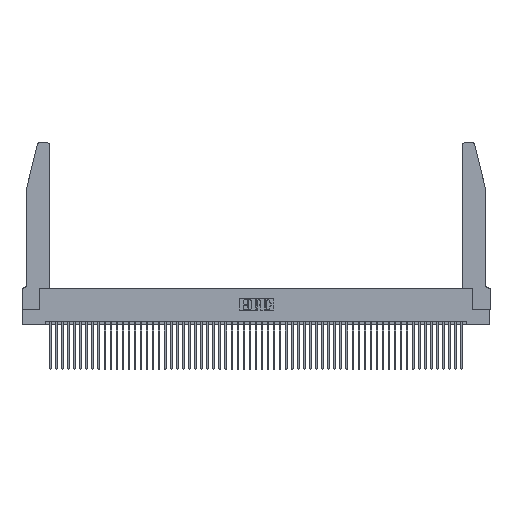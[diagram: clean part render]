
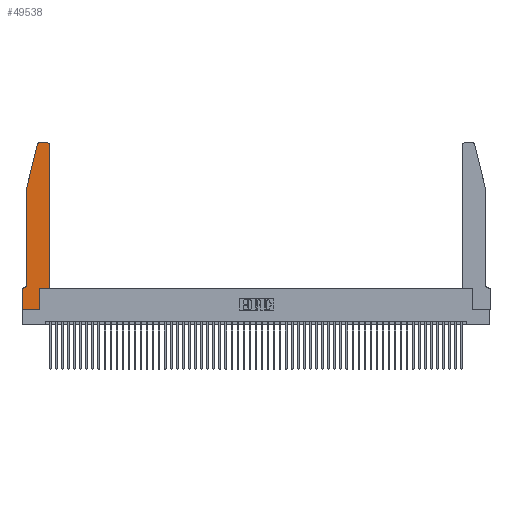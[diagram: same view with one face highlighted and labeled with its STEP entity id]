
A CAD part, top view. The second image highlights one B-rep face of the part: STEP entity #49538.
In plain terms, the highlighted planar face has unit normal (0, 0, 1).
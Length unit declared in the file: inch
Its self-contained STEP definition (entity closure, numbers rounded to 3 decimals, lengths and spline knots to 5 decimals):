
#622 = VERTEX_POINT ( 'NONE', #3045 ) ;
#844 = VERTEX_POINT ( 'NONE', #8753 ) ;
#1922 = CARTESIAN_POINT ( 'NONE',  ( 0.0755, 2., 0.37 ) ) ;
#2443 = CIRCLE ( 'NONE', #54783, 0.07 ) ;
#2694 = LINE ( 'NONE', #10065, #34292 ) ;
#2727 = CIRCLE ( 'NONE', #7809, 0.03 ) ;
#2994 = CARTESIAN_POINT ( 'NONE',  ( 0.4505, 0.35, 0.37 ) ) ;
#3045 = CARTESIAN_POINT ( 'NONE',  ( 0.4505, 0.35, 0.37 ) ) ;
#4531 = CARTESIAN_POINT ( 'NONE',  ( 0.2865, 0.35, 0.37 ) ) ;
#6593 = CARTESIAN_POINT ( 'NONE',  ( 0.0755, 0.35, 0.37 ) ) ;
#6786 = VERTEX_POINT ( 'NONE', #17204 ) ;
#7105 = EDGE_CURVE ( 'NONE', #45527, #51897, #11354, .T. ) ;
#7487 = VECTOR ( 'NONE', #20794, 39.37008 ) ;
#7494 = EDGE_CURVE ( 'NONE', #47362, #35269, #2443, .T. ) ;
#7809 = AXIS2_PLACEMENT_3D ( 'NONE', #24603, #54198, #28903 ) ;
#8374 = EDGE_LOOP ( 'NONE', ( #49245, #25952, #12241, #11421, #52352, #31962, #21000, #30037, #48613, #16460, #32592, #42954 ) ) ;
#8753 = CARTESIAN_POINT ( 'NONE',  ( 0.284, 2.75, 0.37 ) ) ;
#8979 = LINE ( 'NONE', #13617, #52901 ) ;
#10065 = CARTESIAN_POINT ( 'NONE',  ( 0.2605, 2.75, 0.37 ) ) ;
#11354 = LINE ( 'NONE', #40331, #52563 ) ;
#11421 = ORIENTED_EDGE ( 'NONE', *, *, #27584, .T. ) ;
#11472 = EDGE_CURVE ( 'NONE', #844, #29657, #2727, .T. ) ;
#11914 = DIRECTION ( 'NONE',  ( -1., 0., 0. ) ) ;
#12241 = ORIENTED_EDGE ( 'NONE', *, *, #40496, .T. ) ;
#12251 = EDGE_CURVE ( 'NONE', #49214, #45527, #30341, .T. ) ;
#12607 = EDGE_CURVE ( 'NONE', #50429, #844, #2694, .T. ) ;
#13617 = CARTESIAN_POINT ( 'NONE',  ( 0., 0., 0.37 ) ) ;
#13784 = VECTOR ( 'NONE', #43651, 39.37008 ) ;
#13787 = CARTESIAN_POINT ( 'NONE',  ( 0.0755, 2., 0.37 ) ) ;
#13940 = VERTEX_POINT ( 'NONE', #19546 ) ;
#14687 = CARTESIAN_POINT ( 'NONE',  ( 0.4205, 2.72, 0.37 ) ) ;
#15512 = CARTESIAN_POINT ( 'NONE',  ( 0., 0.35, 0.37 ) ) ;
#16285 = VECTOR ( 'NONE', #32965, 39.37008 ) ;
#16460 = ORIENTED_EDGE ( 'NONE', *, *, #33153, .T. ) ;
#17078 = VERTEX_POINT ( 'NONE', #1922 ) ;
#17204 = CARTESIAN_POINT ( 'NONE',  ( 0., 0.35, 0.37 ) ) ;
#17985 = CARTESIAN_POINT ( 'NONE',  ( 0., 0., 0.37 ) ) ;
#19043 = DIRECTION ( 'NONE',  ( 1., 0., 0. ) ) ;
#19546 = CARTESIAN_POINT ( 'NONE',  ( 0.4505, 2.72, 0.37 ) ) ;
#19897 = LINE ( 'NONE', #2994, #53680 ) ;
#20794 = DIRECTION ( 'NONE',  ( 1., 0., 0. ) ) ;
#21000 = ORIENTED_EDGE ( 'NONE', *, *, #39557, .T. ) ;
#21262 = CARTESIAN_POINT ( 'NONE',  ( 0.0055, 0.42, 0.37 ) ) ;
#24128 = PLANE ( 'NONE',  #33413 ) ;
#24378 = CARTESIAN_POINT ( 'NONE',  ( 0.0755, 2., 0.37 ) ) ;
#24603 = CARTESIAN_POINT ( 'NONE',  ( 0.284, 2.72, 0.37 ) ) ;
#25542 = DIRECTION ( 'NONE',  ( 1., 0., 0. ) ) ;
#25564 = DIRECTION ( 'NONE',  ( -1., 0., 0. ) ) ;
#25734 = AXIS2_PLACEMENT_3D ( 'NONE', #14687, #44541, #19043 ) ;
#25952 = ORIENTED_EDGE ( 'NONE', *, *, #11472, .T. ) ;
#27144 = VECTOR ( 'NONE', #25542, 39.37008 ) ;
#27254 = EDGE_CURVE ( 'NONE', #622, #13940, #19897, .T. ) ;
#27584 = EDGE_CURVE ( 'NONE', #17078, #47362, #35184, .T. ) ;
#28420 = DIRECTION ( 'NONE',  ( 1., 0., 0. ) ) ;
#28903 = DIRECTION ( 'NONE',  ( 1., 0., 0. ) ) ;
#29657 = VERTEX_POINT ( 'NONE', #33245 ) ;
#30037 = ORIENTED_EDGE ( 'NONE', *, *, #12251, .T. ) ;
#30341 = LINE ( 'NONE', #46083, #7487 ) ;
#30369 = CARTESIAN_POINT ( 'NONE',  ( 0.0055, 0.35, 0.37 ) ) ;
#31937 = DIRECTION ( 'NONE',  ( 0., 1., 0. ) ) ;
#31962 = ORIENTED_EDGE ( 'NONE', *, *, #52227, .T. ) ;
#32075 = EDGE_CURVE ( 'NONE', #13940, #50429, #45217, .T. ) ;
#32592 = ORIENTED_EDGE ( 'NONE', *, *, #27254, .T. ) ;
#32965 = DIRECTION ( 'NONE',  ( -0.239, -0.971, 0. ) ) ;
#33153 = EDGE_CURVE ( 'NONE', #51897, #622, #37134, .T. ) ;
#33188 = CARTESIAN_POINT ( 'NONE',  ( 0.2865, 0., 0.37 ) ) ;
#33245 = CARTESIAN_POINT ( 'NONE',  ( 0.25487, 2.72718, 0.37 ) ) ;
#33413 = AXIS2_PLACEMENT_3D ( 'NONE', #15512, #53708, #28420 ) ;
#34292 = VECTOR ( 'NONE', #39982, 39.37008 ) ;
#35184 = LINE ( 'NONE', #13787, #13784 ) ;
#35269 = VERTEX_POINT ( 'NONE', #30369 ) ;
#37134 = LINE ( 'NONE', #50908, #27144 ) ;
#37180 = DIRECTION ( 'NONE',  ( 0., 1., 0. ) ) ;
#39412 = DIRECTION ( 'NONE',  ( 0., -1., 0. ) ) ;
#39557 = EDGE_CURVE ( 'NONE', #6786, #49214, #8979, .T. ) ;
#39982 = DIRECTION ( 'NONE',  ( -1., 0., 0. ) ) ;
#40331 = CARTESIAN_POINT ( 'NONE',  ( 0.2865, 0.35, 0.37 ) ) ;
#40496 = EDGE_CURVE ( 'NONE', #29657, #17078, #52803, .T. ) ;
#41648 = LINE ( 'NONE', #6593, #50178 ) ;
#41959 = FACE_OUTER_BOUND ( 'NONE', #8374, .T. ) ;
#42954 = ORIENTED_EDGE ( 'NONE', *, *, #32075, .T. ) ;
#43651 = DIRECTION ( 'NONE',  ( 0., -1., 0. ) ) ;
#44541 = DIRECTION ( 'NONE',  ( 0., 0., 1. ) ) ;
#45217 = CIRCLE ( 'NONE', #25734, 0.03 ) ;
#45527 = VERTEX_POINT ( 'NONE', #33188 ) ;
#46083 = CARTESIAN_POINT ( 'NONE',  ( 0., 0., 0.37 ) ) ;
#47060 = CARTESIAN_POINT ( 'NONE',  ( 0.4205, 2.75, 0.37 ) ) ;
#47362 = VERTEX_POINT ( 'NONE', #53845 ) ;
#48613 = ORIENTED_EDGE ( 'NONE', *, *, #7105, .T. ) ;
#49214 = VERTEX_POINT ( 'NONE', #17985 ) ;
#49245 = ORIENTED_EDGE ( 'NONE', *, *, #12607, .T. ) ;
#49538 = ADVANCED_FACE ( 'NONE', ( #41959 ), #24128, .T. ) ;
#50178 = VECTOR ( 'NONE', #11914, 39.37008 ) ;
#50429 = VERTEX_POINT ( 'NONE', #47060 ) ;
#50908 = CARTESIAN_POINT ( 'NONE',  ( 0.4505, 0.35, 0.37 ) ) ;
#50926 = DIRECTION ( 'NONE',  ( 0., 0., -1. ) ) ;
#51897 = VERTEX_POINT ( 'NONE', #4531 ) ;
#52227 = EDGE_CURVE ( 'NONE', #35269, #6786, #41648, .T. ) ;
#52352 = ORIENTED_EDGE ( 'NONE', *, *, #7494, .T. ) ;
#52563 = VECTOR ( 'NONE', #31937, 39.37008 ) ;
#52803 = LINE ( 'NONE', #24378, #16285 ) ;
#52901 = VECTOR ( 'NONE', #39412, 39.37008 ) ;
#53680 = VECTOR ( 'NONE', #37180, 39.37008 ) ;
#53708 = DIRECTION ( 'NONE',  ( 0., 0., 1. ) ) ;
#53845 = CARTESIAN_POINT ( 'NONE',  ( 0.0755, 0.42, 0.37 ) ) ;
#54198 = DIRECTION ( 'NONE',  ( 0., 0., 1. ) ) ;
#54783 = AXIS2_PLACEMENT_3D ( 'NONE', #21262, #50926, #25564 ) ;
